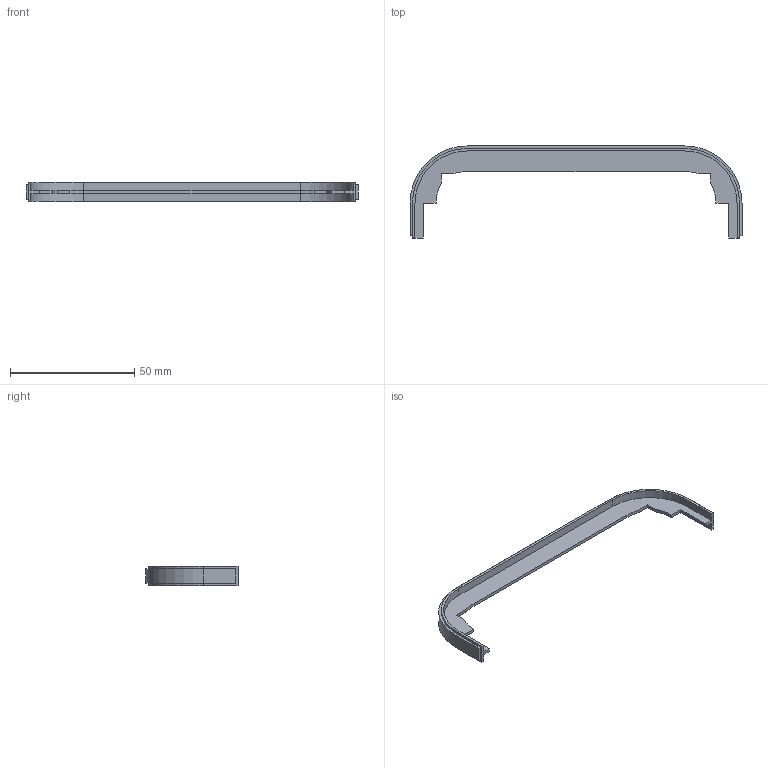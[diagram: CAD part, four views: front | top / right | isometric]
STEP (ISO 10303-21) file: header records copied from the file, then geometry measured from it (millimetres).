
FILE_DESCRIPTION((''),'2;1');
FILE_NAME('Syskomp 402750011 Handgriff Abdeckkappe PA120.stp','2013-10-10T08:51:55',('mstrom'),(''),'Autodesk Inventor 2012','Autodesk Inventor 2012','');
FILE_SCHEMA(('AUTOMOTIVE_DESIGN { 1 0 10303 214 1 1 1 1 }'));
Length unit declared in the file: millimetre
Products named in the file (1): Syskomp 402750011 Handgriff Abdeckkappe PA120
Bounding box: 133.5 x 37 x 8 mm (x, y, z)
Volume: 4172.3 mm3; surface area: 6171.7 mm2
Topology: 1 solids, 1 shells, 46 faces, 132 edges, 88 vertices
Faces by surface type: plane 32, cylinder 14
Entity records: 1553 total; most frequent: CARTESIAN_POINT 267, ORIENTED_EDGE 264, DIRECTION 254, EDGE_CURVE 132, VECTOR 104, LINE 104, VERTEX_POINT 88, AXIS2_PLACEMENT_3D 75
